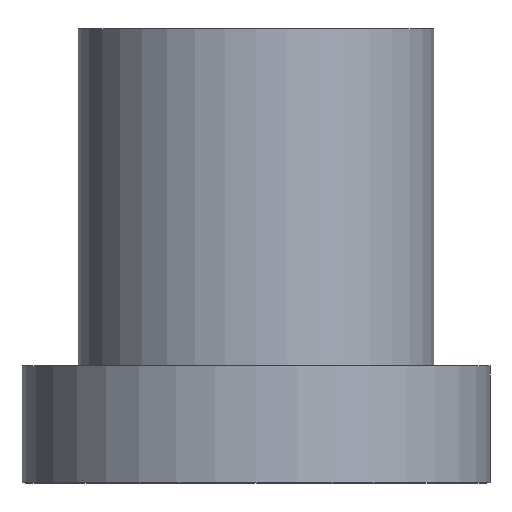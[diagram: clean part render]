
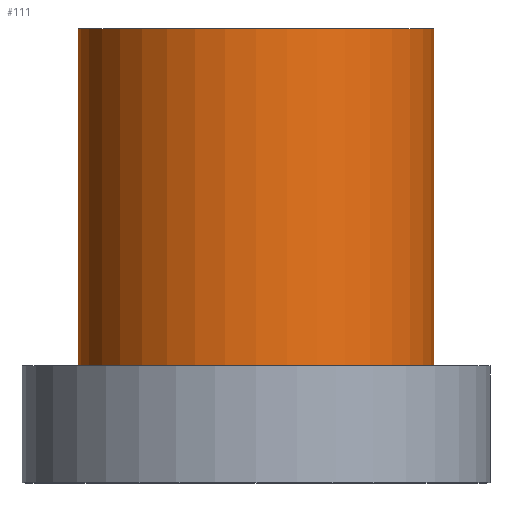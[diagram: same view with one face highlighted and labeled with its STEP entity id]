
A CAD part, top view. The second image highlights one B-rep face of the part: STEP entity #111.
In plain terms, the highlighted cylindrical face has radius 3.8 mm (diameter 7.6 mm), a full revolution.
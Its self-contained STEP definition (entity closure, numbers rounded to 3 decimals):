
#26=FACE_OUTER_BOUND('',#36,.T.);
#36=EDGE_LOOP('',(#87,#88,#89,#90));
#45=LINE('',#210,#49);
#49=VECTOR('',#174,3.8);
#54=CIRCLE('',#145,3.8);
#55=CIRCLE('',#147,3.8);
#62=VERTEX_POINT('',#206);
#63=VERTEX_POINT('',#209);
#71=EDGE_CURVE('',#62,#62,#54,.T.);
#72=EDGE_CURVE('',#62,#63,#45,.T.);
#73=EDGE_CURVE('',#63,#63,#55,.T.);
#87=ORIENTED_EDGE('',*,*,#71,.F.);
#88=ORIENTED_EDGE('',*,*,#72,.T.);
#89=ORIENTED_EDGE('',*,*,#73,.F.);
#90=ORIENTED_EDGE('',*,*,#72,.F.);
#105=CYLINDRICAL_SURFACE('',#146,3.8);
#111=ADVANCED_FACE('',(#26),#105,.T.);
#145=AXIS2_PLACEMENT_3D('',#207,#170,#171);
#146=AXIS2_PLACEMENT_3D('',#208,#172,#173);
#147=AXIS2_PLACEMENT_3D('',#211,#175,#176);
#170=DIRECTION('center_axis',(0.,1.,0.));
#171=DIRECTION('ref_axis',(1.,0.,0.));
#172=DIRECTION('center_axis',(0.,1.,0.));
#173=DIRECTION('ref_axis',(1.,0.,0.));
#174=DIRECTION('',(0.,-1.,0.));
#175=DIRECTION('center_axis',(0.,-1.,0.));
#176=DIRECTION('ref_axis',(1.,0.,0.));
#206=CARTESIAN_POINT('',(-3.8,9.7,0.));
#207=CARTESIAN_POINT('Origin',(0.,9.7,0.));
#208=CARTESIAN_POINT('Origin',(0.,2.5,0.));
#209=CARTESIAN_POINT('',(-3.8,2.5,0.));
#210=CARTESIAN_POINT('',(-3.8,2.5,0.));
#211=CARTESIAN_POINT('Origin',(0.,2.5,0.));
